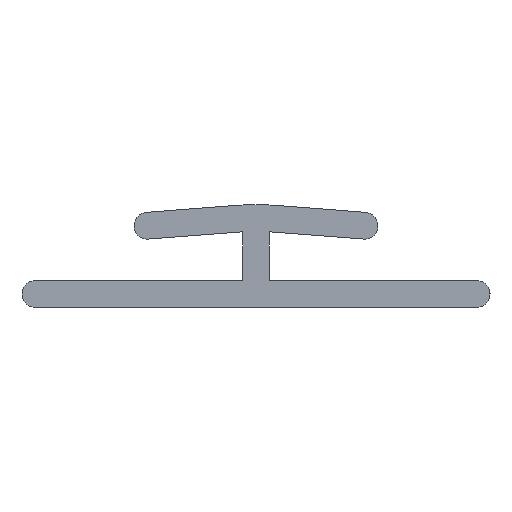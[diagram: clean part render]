
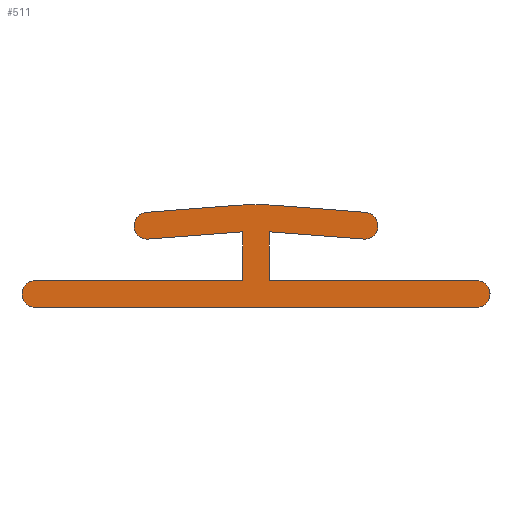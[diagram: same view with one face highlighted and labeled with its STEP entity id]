
A CAD part, front view. The second image highlights one B-rep face of the part: STEP entity #511.
In plain terms, the highlighted planar face has unit normal (0, -1, 0).
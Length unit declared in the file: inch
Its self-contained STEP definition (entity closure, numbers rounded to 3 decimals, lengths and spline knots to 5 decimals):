
#35=CARTESIAN_POINT('',(0.22463,-2.895,0.08992));
#36=VERTEX_POINT('',#35);
#43=CARTESIAN_POINT('',(0.22038,-2.895,0.03508));
#44=VERTEX_POINT('',#43);
#45=CARTESIAN_POINT('',(0.2225,-2.895,0.0625));
#46=DIRECTION('',(0.,1.,0.));
#47=DIRECTION('',(1.,0.,0.));
#48=AXIS2_PLACEMENT_3D('',#45,#46,#47);
#49=CIRCLE('',#48,0.0275);
#50=EDGE_CURVE('',#36,#44,#49,.T.);
#74=CARTESIAN_POINT('',(0.03983,-2.895,0.10427));
#75=VERTEX_POINT('',#74);
#82=CARTESIAN_POINT('',(0.03983,-2.895,0.10427));
#83=DIRECTION('',(0.997,0.,-0.077));
#84=VECTOR('',#83,1.);
#85=LINE('',#82,#84);
#86=EDGE_CURVE('',#75,#36,#85,.T.);
#106=CARTESIAN_POINT('',(-0.03983,-2.895,0.10427));
#107=VERTEX_POINT('',#106);
#114=CARTESIAN_POINT('',(0.,-2.895,-0.40852));
#115=DIRECTION('',(0.,1.,0.));
#116=DIRECTION('',(0.,0.,1.));
#117=AXIS2_PLACEMENT_3D('',#114,#115,#116);
#118=CIRCLE('',#117,0.51434);
#119=EDGE_CURVE('',#107,#75,#118,.T.);
#138=CARTESIAN_POINT('',(-0.22463,-2.895,0.08992));
#139=VERTEX_POINT('',#138);
#146=CARTESIAN_POINT('',(-0.22463,-2.895,0.08992));
#147=DIRECTION('',(0.997,0.,0.077));
#148=VECTOR('',#147,1.);
#149=LINE('',#146,#148);
#150=EDGE_CURVE('',#139,#107,#149,.T.);
#170=CARTESIAN_POINT('',(-0.22038,-2.895,0.03508));
#171=VERTEX_POINT('',#170);
#178=CARTESIAN_POINT('',(-0.2225,-2.895,0.0625));
#179=DIRECTION('',(0.,1.,0.));
#180=DIRECTION('',(1.,0.,0.));
#181=AXIS2_PLACEMENT_3D('',#178,#179,#180);
#182=CIRCLE('',#181,0.0275);
#183=EDGE_CURVE('',#171,#139,#182,.T.);
#202=CARTESIAN_POINT('',(-0.0275,-2.895,0.05));
#203=VERTEX_POINT('',#202);
#210=CARTESIAN_POINT('',(-0.22038,-2.895,0.03508));
#211=DIRECTION('',(-0.997,0.,-0.077));
#212=VECTOR('',#211,1.);
#213=LINE('',#210,#212);
#214=EDGE_CURVE('',#203,#171,#213,.T.);
#233=CARTESIAN_POINT('',(-0.0275,-2.895,-0.05));
#234=VERTEX_POINT('',#233);
#241=CARTESIAN_POINT('',(-0.0275,-2.895,0.05));
#242=DIRECTION('',(0.,0.,1.));
#243=VECTOR('',#242,1.);
#244=LINE('',#241,#243);
#245=EDGE_CURVE('',#234,#203,#244,.T.);
#264=CARTESIAN_POINT('',(-0.4525,-2.895,-0.05));
#265=VERTEX_POINT('',#264);
#272=CARTESIAN_POINT('',(-0.4525,-2.895,-0.05));
#273=DIRECTION('',(1.,0.,0.));
#274=VECTOR('',#273,1.);
#275=LINE('',#272,#274);
#276=EDGE_CURVE('',#265,#234,#275,.T.);
#296=CARTESIAN_POINT('',(-0.4525,-2.895,-0.105));
#297=VERTEX_POINT('',#296);
#304=CARTESIAN_POINT('',(-0.4525,-2.895,-0.0775));
#305=DIRECTION('',(0.,1.,0.));
#306=DIRECTION('',(1.,0.,0.));
#307=AXIS2_PLACEMENT_3D('',#304,#305,#306);
#308=CIRCLE('',#307,0.0275);
#309=EDGE_CURVE('',#297,#265,#308,.T.);
#328=CARTESIAN_POINT('',(0.4525,-2.895,-0.105));
#329=VERTEX_POINT('',#328);
#336=CARTESIAN_POINT('',(-0.4525,-2.895,-0.105));
#337=DIRECTION('',(-1.,0.,0.));
#338=VECTOR('',#337,1.);
#339=LINE('',#336,#338);
#340=EDGE_CURVE('',#329,#297,#339,.T.);
#360=CARTESIAN_POINT('',(0.4525,-2.895,-0.05));
#361=VERTEX_POINT('',#360);
#368=CARTESIAN_POINT('',(0.4525,-2.895,-0.0775));
#369=DIRECTION('',(0.,1.,0.));
#370=DIRECTION('',(1.,0.,0.));
#371=AXIS2_PLACEMENT_3D('',#368,#369,#370);
#372=CIRCLE('',#371,0.0275);
#373=EDGE_CURVE('',#361,#329,#372,.T.);
#392=CARTESIAN_POINT('',(0.0275,-2.895,-0.05));
#393=VERTEX_POINT('',#392);
#400=CARTESIAN_POINT('',(0.0275,-2.895,-0.05));
#401=DIRECTION('',(1.,0.,0.));
#402=VECTOR('',#401,1.);
#403=LINE('',#400,#402);
#404=EDGE_CURVE('',#393,#361,#403,.T.);
#423=CARTESIAN_POINT('',(0.0275,-2.895,0.05));
#424=VERTEX_POINT('',#423);
#431=CARTESIAN_POINT('',(0.0275,-2.895,0.05));
#432=DIRECTION('',(0.,0.,-1.));
#433=VECTOR('',#432,1.);
#434=LINE('',#431,#433);
#435=EDGE_CURVE('',#424,#393,#434,.T.);
#453=CARTESIAN_POINT('',(0.22038,-2.895,0.03508));
#454=DIRECTION('',(-0.997,0.,0.077));
#455=VECTOR('',#454,1.);
#456=LINE('',#453,#455);
#457=EDGE_CURVE('',#44,#424,#456,.T.);
#490=ORIENTED_EDGE('',*,*,#435,.F.);
#491=ORIENTED_EDGE('',*,*,#457,.F.);
#492=ORIENTED_EDGE('',*,*,#50,.F.);
#493=ORIENTED_EDGE('',*,*,#86,.F.);
#494=ORIENTED_EDGE('',*,*,#119,.F.);
#495=ORIENTED_EDGE('',*,*,#150,.F.);
#496=ORIENTED_EDGE('',*,*,#183,.F.);
#497=ORIENTED_EDGE('',*,*,#214,.F.);
#498=ORIENTED_EDGE('',*,*,#245,.F.);
#499=ORIENTED_EDGE('',*,*,#276,.F.);
#500=ORIENTED_EDGE('',*,*,#309,.F.);
#501=ORIENTED_EDGE('',*,*,#340,.F.);
#502=ORIENTED_EDGE('',*,*,#373,.F.);
#503=ORIENTED_EDGE('',*,*,#404,.F.);
#504=EDGE_LOOP('',(#490,#491,#492,#493,#494,#495,#496,#497,#498,#499,#500,#501,#502,#503));
#505=FACE_OUTER_BOUND('',#504,.T.);
#506=CARTESIAN_POINT('',(0.16014,-2.895,0.03974));
#507=DIRECTION('',(0.,1.,0.));
#508=DIRECTION('',(-1.,0.,0.));
#509=AXIS2_PLACEMENT_3D('',#506,#507,#508);
#510=PLANE('',#509);
#511=ADVANCED_FACE('',(#505),#510,.F.);
